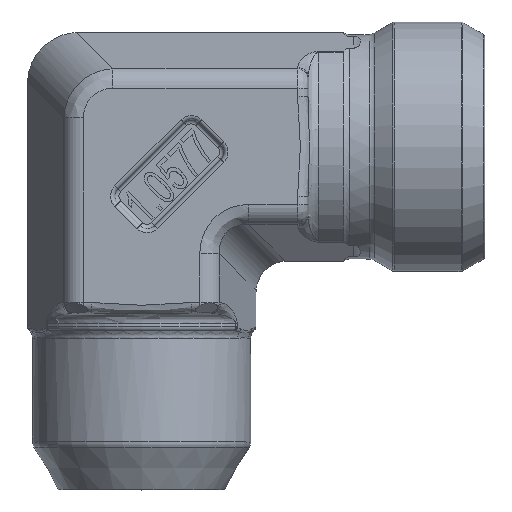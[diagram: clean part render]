
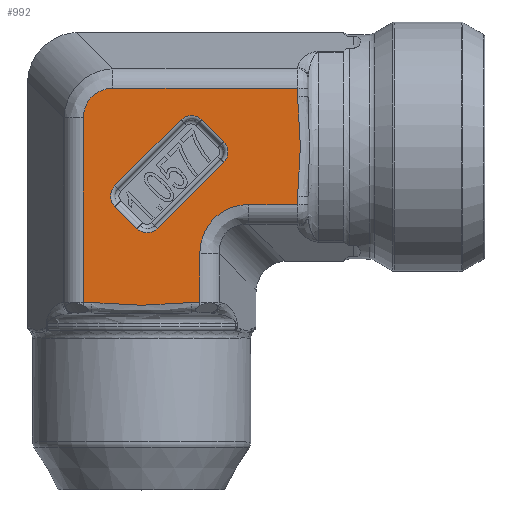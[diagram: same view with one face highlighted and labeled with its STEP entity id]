
A CAD part, top view. The second image highlights one B-rep face of the part: STEP entity #992.
In plain terms, the highlighted planar face has unit normal (0, 0, 1).
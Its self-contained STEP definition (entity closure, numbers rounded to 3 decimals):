
#168=FACE_BOUND('',#1642,.T.);
#169=FACE_BOUND('',#1643,.T.);
#353=PLANE('',#5535);
#481=ELLIPSE('',#5533,3.374,3.);
#482=ELLIPSE('',#5534,5.623,5.);
#523=LINE('',#7580,#745);
#524=LINE('',#7610,#746);
#555=LINE('',#8663,#777);
#556=LINE('',#8668,#778);
#557=LINE('',#8672,#779);
#558=LINE('',#8676,#780);
#559=LINE('',#8687,#781);
#560=LINE('',#8689,#782);
#561=LINE('',#8693,#783);
#562=LINE('',#8700,#784);
#563=LINE('',#8704,#785);
#564=LINE('',#8706,#786);
#745=VECTOR('',#6006,1.);
#746=VECTOR('',#6013,1.);
#777=VECTOR('',#6180,1.);
#778=VECTOR('',#6183,1.);
#779=VECTOR('',#6186,1.);
#780=VECTOR('',#6189,1.);
#781=VECTOR('',#6192,1.);
#782=VECTOR('',#6193,1.);
#783=VECTOR('',#6196,1.);
#784=VECTOR('',#6197,1.);
#785=VECTOR('',#6200,1.);
#786=VECTOR('',#6201,1.);
#992=ADVANCED_FACE('',(#168,#169),#353,.T.);
#1642=EDGE_LOOP('',(#2644,#2645,#2646,#2647,#2648,#2649,#2650,#2651));
#1643=EDGE_LOOP('',(#2652,#2653,#2654,#2655,#2656,#2657,#2658,#2659,#2660,
#2661,#2662,#2663));
#2115=B_SPLINE_CURVE_WITH_KNOTS('',3,(#8679,#8680,#8681,#8682,#8683,#8684),
 .UNSPECIFIED.,.F.,.F.,(4,2,4),(0.,0.5,1.),.UNSPECIFIED.);
#2116=B_SPLINE_CURVE_WITH_KNOTS('',3,(#8694,#8695,#8696,#8697,#8698,#8699),
 .UNSPECIFIED.,.F.,.F.,(4,2,4),(0.,0.5,1.),.UNSPECIFIED.);
#2644=ORIENTED_EDGE('',*,*,#4711,.T.);
#2645=ORIENTED_EDGE('',*,*,#4712,.T.);
#2646=ORIENTED_EDGE('',*,*,#4713,.T.);
#2647=ORIENTED_EDGE('',*,*,#4714,.T.);
#2648=ORIENTED_EDGE('',*,*,#4715,.T.);
#2649=ORIENTED_EDGE('',*,*,#4716,.T.);
#2650=ORIENTED_EDGE('',*,*,#4717,.T.);
#2651=ORIENTED_EDGE('',*,*,#4718,.T.);
#2652=ORIENTED_EDGE('',*,*,#4719,.T.);
#2653=ORIENTED_EDGE('',*,*,#4720,.T.);
#2654=ORIENTED_EDGE('',*,*,#4721,.T.);
#2655=ORIENTED_EDGE('',*,*,#4722,.F.);
#2656=ORIENTED_EDGE('',*,*,#4723,.F.);
#2657=ORIENTED_EDGE('',*,*,#4506,.T.);
#2658=ORIENTED_EDGE('',*,*,#4724,.T.);
#2659=ORIENTED_EDGE('',*,*,#4510,.T.);
#2660=ORIENTED_EDGE('',*,*,#4725,.T.);
#2661=ORIENTED_EDGE('',*,*,#4726,.T.);
#2662=ORIENTED_EDGE('',*,*,#4727,.T.);
#2663=ORIENTED_EDGE('',*,*,#4728,.T.);
#3983=VERTEX_POINT('',#7536);
#3985=VERTEX_POINT('',#7579);
#3989=VERTEX_POINT('',#7609);
#3990=VERTEX_POINT('',#7611);
#4164=VERTEX_POINT('',#8664);
#4165=VERTEX_POINT('',#8665);
#4166=VERTEX_POINT('',#8667);
#4167=VERTEX_POINT('',#8669);
#4168=VERTEX_POINT('',#8671);
#4169=VERTEX_POINT('',#8673);
#4170=VERTEX_POINT('',#8675);
#4171=VERTEX_POINT('',#8677);
#4172=VERTEX_POINT('',#8685);
#4173=VERTEX_POINT('',#8686);
#4174=VERTEX_POINT('',#8688);
#4175=VERTEX_POINT('',#8690);
#4176=VERTEX_POINT('',#8692);
#4177=VERTEX_POINT('',#8701);
#4178=VERTEX_POINT('',#8703);
#4179=VERTEX_POINT('',#8705);
#4506=EDGE_CURVE('',#3983,#3985,#523,.T.);
#4510=EDGE_CURVE('',#3990,#3989,#524,.T.);
#4711=EDGE_CURVE('',#4164,#4165,#555,.T.);
#4712=EDGE_CURVE('',#4165,#4166,#5275,.T.);
#4713=EDGE_CURVE('',#4166,#4167,#556,.T.);
#4714=EDGE_CURVE('',#4167,#4168,#5276,.T.);
#4715=EDGE_CURVE('',#4168,#4169,#557,.T.);
#4716=EDGE_CURVE('',#4169,#4170,#5277,.T.);
#4717=EDGE_CURVE('',#4170,#4171,#558,.T.);
#4718=EDGE_CURVE('',#4171,#4164,#5278,.T.);
#4719=EDGE_CURVE('',#4172,#4173,#2115,.T.);
#4720=EDGE_CURVE('',#4173,#4174,#559,.T.);
#4721=EDGE_CURVE('',#4174,#4175,#560,.T.);
#4722=EDGE_CURVE('',#4176,#4175,#481,.T.);
#4723=EDGE_CURVE('',#3983,#4176,#561,.T.);
#4724=EDGE_CURVE('',#3985,#3990,#2116,.T.);
#4725=EDGE_CURVE('',#3989,#4177,#562,.T.);
#4726=EDGE_CURVE('',#4177,#4178,#482,.T.);
#4727=EDGE_CURVE('',#4178,#4179,#563,.T.);
#4728=EDGE_CURVE('',#4179,#4172,#564,.T.);
#5275=CIRCLE('',#5529,1.4);
#5276=CIRCLE('',#5530,1.4);
#5277=CIRCLE('',#5531,1.4);
#5278=CIRCLE('',#5532,1.4);
#5529=AXIS2_PLACEMENT_3D('',#8666,#6181,#6182);
#5530=AXIS2_PLACEMENT_3D('',#8670,#6184,#6185);
#5531=AXIS2_PLACEMENT_3D('',#8674,#6187,#6188);
#5532=AXIS2_PLACEMENT_3D('',#8678,#6190,#6191);
#5533=AXIS2_PLACEMENT_3D('',#8691,#6194,#6195);
#5534=AXIS2_PLACEMENT_3D('',#8702,#6198,#6199);
#5535=AXIS2_PLACEMENT_3D('',#8707,#6202,#6203);
#6006=DIRECTION('',(1.,0.,0.));
#6013=DIRECTION('',(1.,0.,0.));
#6180=DIRECTION('',(-0.707,-0.707,0.));
#6181=DIRECTION('',(0.,0.,-1.));
#6182=DIRECTION('',(1.,0.,0.));
#6183=DIRECTION('',(-0.707,0.707,0.));
#6184=DIRECTION('',(0.,0.,-1.));
#6185=DIRECTION('',(1.,0.,0.));
#6186=DIRECTION('',(0.707,0.707,0.));
#6187=DIRECTION('',(0.,0.,-1.));
#6188=DIRECTION('',(1.,0.,0.));
#6189=DIRECTION('',(0.707,-0.707,0.));
#6190=DIRECTION('',(0.,0.,-1.));
#6191=DIRECTION('',(1.,0.,0.));
#6192=DIRECTION('',(0.,1.,0.));
#6193=DIRECTION('',(-1.,0.,0.));
#6194=DIRECTION('',(0.,0.,-1.));
#6195=DIRECTION('',(-0.707,0.707,0.));
#6196=DIRECTION('',(0.,1.,0.));
#6197=DIRECTION('',(0.,1.,0.));
#6198=DIRECTION('',(0.,0.,-1.));
#6199=DIRECTION('',(0.707,-0.707,0.));
#6200=DIRECTION('',(1.,0.,0.));
#6201=DIRECTION('',(0.,1.,0.));
#6202=DIRECTION('',(0.,0.,1.));
#6203=DIRECTION('',(1.,0.,0.));
#7536=CARTESIAN_POINT('',(-5.596,-15.,12.));
#7579=CARTESIAN_POINT('',(-4.796,-15.,12.));
#7580=CARTESIAN_POINT('',(4.502,-15.,12.));
#7609=CARTESIAN_POINT('',(5.596,-15.,12.));
#7610=CARTESIAN_POINT('',(4.502,-15.,12.));
#7611=CARTESIAN_POINT('',(4.796,-15.,12.));
#8663=CARTESIAN_POINT('',(0.822,-8.6,12.));
#8664=CARTESIAN_POINT('',(7.893,-1.529,12.));
#8665=CARTESIAN_POINT('',(1.529,-7.893,12.));
#8666=CARTESIAN_POINT('',(0.539,-6.903,12.));
#8667=CARTESIAN_POINT('',(-0.451,-7.893,12.));
#8668=CARTESIAN_POINT('',(-3.279,-5.065,12.));
#8669=CARTESIAN_POINT('',(-2.572,-5.772,12.));
#8670=CARTESIAN_POINT('',(-1.582,-4.782,12.));
#8671=CARTESIAN_POINT('',(-2.572,-3.792,12.));
#8672=CARTESIAN_POINT('',(4.499,3.279,12.));
#8673=CARTESIAN_POINT('',(3.792,2.572,12.));
#8674=CARTESIAN_POINT('',(4.782,1.582,12.));
#8675=CARTESIAN_POINT('',(5.772,2.572,12.));
#8676=CARTESIAN_POINT('',(8.6,-0.256,12.));
#8677=CARTESIAN_POINT('',(7.893,0.451,12.));
#8678=CARTESIAN_POINT('',(6.903,-0.539,12.));
#8679=CARTESIAN_POINT('',(15.,-4.796,12.));
#8680=CARTESIAN_POINT('',(15.,-3.196,12.));
#8681=CARTESIAN_POINT('',(15.267,-1.607,12.));
#8682=CARTESIAN_POINT('',(15.269,1.593,12.));
#8683=CARTESIAN_POINT('',(15.,3.189,12.));
#8684=CARTESIAN_POINT('',(15.,4.796,12.));
#8685=CARTESIAN_POINT('',(15.,-4.796,12.));
#8686=CARTESIAN_POINT('',(15.,4.796,12.));
#8687=CARTESIAN_POINT('',(15.,5.596,12.));
#8688=CARTESIAN_POINT('',(15.,5.596,12.));
#8689=CARTESIAN_POINT('',(4.502,5.596,12.));
#8690=CARTESIAN_POINT('',(-2.777,5.596,12.));
#8691=CARTESIAN_POINT('',(-2.403,2.403,12.));
#8692=CARTESIAN_POINT('',(-5.596,2.777,12.));
#8693=CARTESIAN_POINT('',(-5.596,6.996,12.));
#8694=CARTESIAN_POINT('',(-4.796,-15.,12.));
#8695=CARTESIAN_POINT('',(-3.189,-15.,12.));
#8696=CARTESIAN_POINT('',(-1.593,-15.269,12.));
#8697=CARTESIAN_POINT('',(1.607,-15.267,12.));
#8698=CARTESIAN_POINT('',(3.196,-15.,12.));
#8699=CARTESIAN_POINT('',(4.796,-15.,12.));
#8700=CARTESIAN_POINT('',(5.596,6.996,12.));
#8701=CARTESIAN_POINT('',(5.596,-10.294,12.));
#8702=CARTESIAN_POINT('',(10.917,-10.917,12.));
#8703=CARTESIAN_POINT('',(10.294,-5.596,12.));
#8704=CARTESIAN_POINT('',(4.502,-5.596,12.));
#8705=CARTESIAN_POINT('',(15.,-5.596,12.));
#8706=CARTESIAN_POINT('',(15.,0.,12.));
#8707=CARTESIAN_POINT('',(4.502,6.996,12.));
